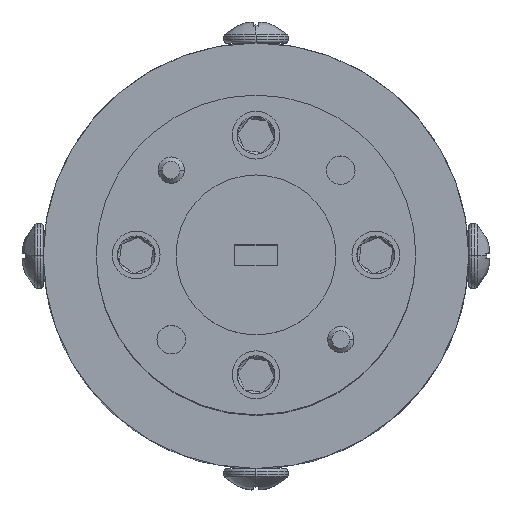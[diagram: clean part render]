
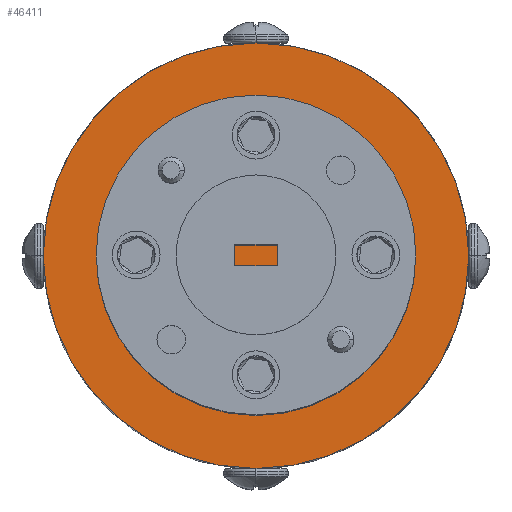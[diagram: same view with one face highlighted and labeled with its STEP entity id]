
A CAD part, top view. The second image highlights one B-rep face of the part: STEP entity #46411.
In plain terms, the highlighted planar face has unit normal (0, 0, 1).
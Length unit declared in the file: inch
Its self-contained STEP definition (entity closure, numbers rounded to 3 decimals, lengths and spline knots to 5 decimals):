
#385 = EDGE_CURVE ( 'NONE', #7162, #31014, #14561, .T. ) ;
#4192 = AXIS2_PLACEMENT_3D ( 'NONE', #21016, #21281, #45957 ) ;
#6638 = AXIS2_PLACEMENT_3D ( 'NONE', #30754, #14171, #47671 ) ;
#7162 = VERTEX_POINT ( 'NONE', #54004 ) ;
#7231 = EDGE_LOOP ( 'NONE', ( #10425, #19494 ) ) ;
#8157 = EDGE_CURVE ( 'NONE', #31014, #7162, #34159, .T. ) ;
#10425 = ORIENTED_EDGE ( 'NONE', *, *, #385, .T. ) ;
#14171 = DIRECTION ( 'NONE',  ( 0., 0., 1. ) ) ;
#14561 = CIRCLE ( 'NONE', #6638, 0.499 ) ;
#19494 = ORIENTED_EDGE ( 'NONE', *, *, #8157, .T. ) ;
#21016 = CARTESIAN_POINT ( 'NONE',  ( 0., 0., 0. ) ) ;
#21281 = DIRECTION ( 'NONE',  ( 0., 0., 1. ) ) ;
#22560 = AXIS2_PLACEMENT_3D ( 'NONE', #39679, #52414, #35504 ) ;
#28490 = PLANE ( 'NONE',  #22560 ) ;
#30754 = CARTESIAN_POINT ( 'NONE',  ( 0., 0., 0. ) ) ;
#31014 = VERTEX_POINT ( 'NONE', #32221 ) ;
#32221 = CARTESIAN_POINT ( 'NONE',  ( -0.499, 0., 0. ) ) ;
#34159 = CIRCLE ( 'NONE', #4192, 0.499 ) ;
#35504 = DIRECTION ( 'NONE',  ( 1., 0., 0. ) ) ;
#39679 = CARTESIAN_POINT ( 'NONE',  ( 0., 0., 0. ) ) ;
#44334 = FACE_OUTER_BOUND ( 'NONE', #7231, .T. ) ;
#45957 = DIRECTION ( 'NONE',  ( 1., 0., 0. ) ) ;
#46411 = ADVANCED_FACE ( 'NONE', ( #44334 ), #28490, .T. ) ;
#47671 = DIRECTION ( 'NONE',  ( 1., 0., 0. ) ) ;
#52414 = DIRECTION ( 'NONE',  ( 0., 0., 1. ) ) ;
#54004 = CARTESIAN_POINT ( 'NONE',  ( 0.499, 0., 0. ) ) ;
